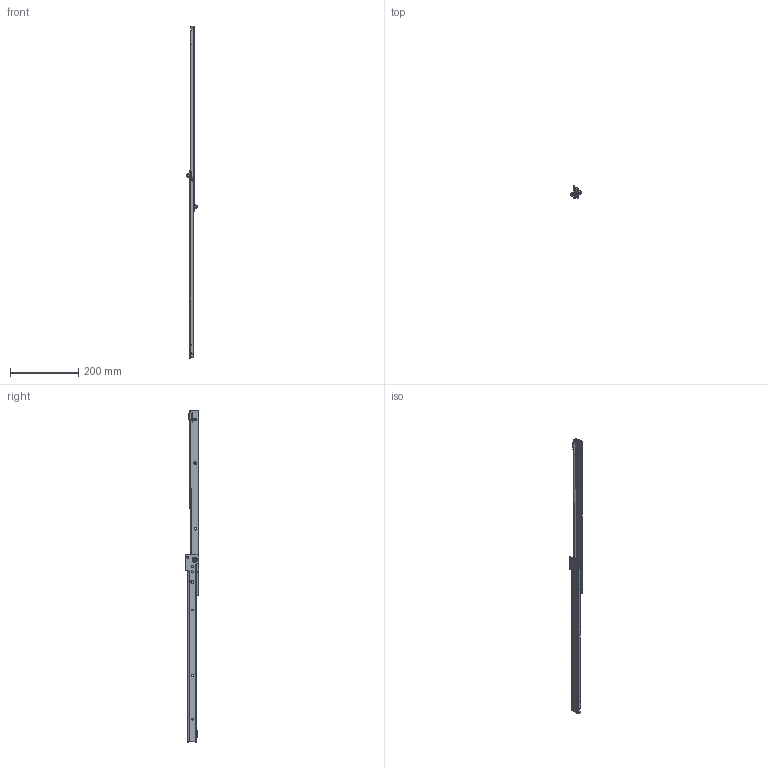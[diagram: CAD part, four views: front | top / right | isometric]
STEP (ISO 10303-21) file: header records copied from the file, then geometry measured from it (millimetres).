
FILE_DESCRIPTION (( 'STEP AP214' ), '1' );
FILE_NAME ('CS# 1051.550-GA.0000.li_open.STEP', '2023-03-06T14:55:43', ( '' ), ( '' ), 'SwSTEP 2.0', 'SolidWorks 2020', '' );
FILE_SCHEMA (( 'AUTOMOTIVE_DESIGN' ));
Length unit declared in the file: millimetre
Products named in the file (18): CS# 2051.XXX-01.0000.li_NL 550; CS# 1051.XXX-03.0000.li_NL 550 - FUL-166; N61-127; FUL-066 Laufring; CS# 1051.550-GA.0000.li_open; DIN985_M 6 - D09850003; CS# 2051.XXX-01.0000.li_NL  550 - FUL-166; FUL-166 Bolzen; FUL-066 Außenring; kugel_›   3,175000    (1.8"); FUL-066 Käfig; DIN 125 A_M  6    - ›12,0 - ›6,4 - 1,6; CS# 1051.XXX-03.0000.li_NL 550; FUL-166 Kugellager; FUL-166_mit Nietbolzen vernietet; FUL-166 Innenring; FUL-166_mit Nietbolzen unvernietet; FUL-166 Bolzen_vernietet Mat. 2,0
Assembly tree (28 placements, depth 5):
  CS# 1051.550-GA.0000.li_open
    CS# 2051.XXX-01.0000.li_NL  550 - FUL-166
      CS# 2051.XXX-01.0000.li_NL 550
      FUL-166_mit Nietbolzen unvernietet
        FUL-166 Kugellager
          FUL-166 Innenring
          FUL-066 Außenring
          FUL-066 Käfig
          kugel_›   3,175000    (1.8")  x7
        FUL-066 Laufring
        FUL-166 Bolzen
        N61-127
        DIN 125 A_M  6    - ›12,0 - ›6,4 - 1,6
        DIN985_M 6 - D09850003
    CS# 1051.XXX-03.0000.li_NL 550 - FUL-166
      CS# 1051.XXX-03.0000.li_NL 550
      FUL-166_mit Nietbolzen vernietet
        FUL-166 Kugellager
          FUL-166 Innenring
          FUL-066 Außenring
          FUL-066 Käfig
          kugel_›   3,175000    (1.8")  x7
        FUL-066 Laufring
        FUL-166 Bolzen_vernietet Mat. 2,0
        N61-127
        DIN 125 A_M  6    - ›12,0 - ›6,4 - 1,6
        DIN985_M 6 - D09850003
Bounding box: 34 x 40.83 x 974.08 mm (x, y, z)
Volume: 88718 mm3; surface area: 98069.2 mm2
Topology: 32 solids, 32 shells, 1837 faces, 4735 edges, 2998 vertices
Faces by surface type: plane 986, cylinder 336, cone 176, bspline 155, sphere 128, torus 56
Entity records: 62468 total; most frequent: CARTESIAN_POINT 23224, ORIENTED_EDGE 7088, DIRECTION 6321, EDGE_CURVE 3544, VERTEX_POINT 2258, AXIS2_PLACEMENT_3D 2198, LINE 1925, VECTOR 1925
